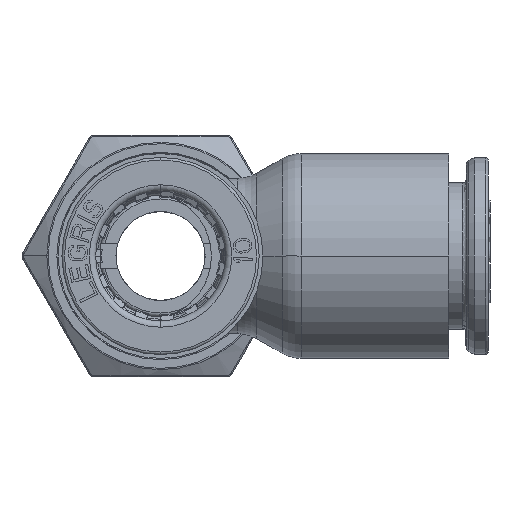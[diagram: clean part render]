
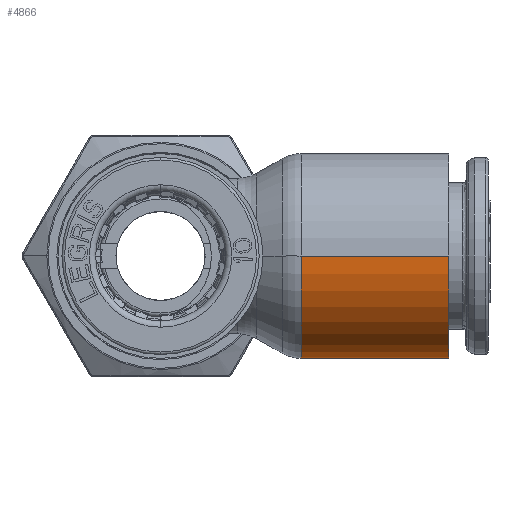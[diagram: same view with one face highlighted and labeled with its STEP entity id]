
A CAD part, left-side view. The second image highlights one B-rep face of the part: STEP entity #4866.
In plain terms, the highlighted cylindrical face has radius 8.05 mm (diameter 16.1 mm), a partial arc.
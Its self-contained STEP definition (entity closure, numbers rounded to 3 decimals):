
#4866=ADVANCED_FACE('',(#10562),#10563,.T.);
#10562=FACE_OUTER_BOUND('',#22307,.T.);
#10563=CYLINDRICAL_SURFACE('',#22308,8.05);
#22307=EDGE_LOOP('',(#38817,#38818,#38819,#38820));
#22308=AXIS2_PLACEMENT_3D('',#38821,#38822,#38823);
#38817=ORIENTED_EDGE('',*,*,#52094,.F.);
#38818=ORIENTED_EDGE('',*,*,#52095,.F.);
#38819=ORIENTED_EDGE('',*,*,#52096,.F.);
#38820=ORIENTED_EDGE('',*,*,#50098,.T.);
#38821=CARTESIAN_POINT('',(0.0,1.133,0.0));
#38822=DIRECTION('',(0.0,1.0,-0.0));
#38823=DIRECTION('',(-1.0,0.0,0.0));
#50098=EDGE_CURVE('',#60190,#60189,#60192,.T.);
#52094=EDGE_CURVE('',#62891,#60189,#62892,.T.);
#52095=EDGE_CURVE('',#62893,#62891,#62894,.T.);
#52096=EDGE_CURVE('',#60190,#62893,#62895,.T.);
#60189=VERTEX_POINT('',#77268);
#60190=VERTEX_POINT('',#77269);
#60192=CIRCLE('',#77271,8.05);
#62891=VERTEX_POINT('',#82455);
#62892=LINE('',#82456,#82457);
#62893=VERTEX_POINT('',#82458);
#62894=CIRCLE('',#82459,8.05);
#62895=LINE('',#82460,#82461);
#77268=CARTESIAN_POINT('',(-8.05,-22.65,0.0));
#77269=CARTESIAN_POINT('',(8.05,-22.65,0.));
#77271=AXIS2_PLACEMENT_3D('',#90648,#90649,#90650);
#82455=CARTESIAN_POINT('',(-8.05,-11.054,0.0));
#82456=CARTESIAN_POINT('',(-8.05,-16.852,0.));
#82457=VECTOR('',#92870,1.0);
#82458=CARTESIAN_POINT('',(8.05,-11.054,0.));
#82459=AXIS2_PLACEMENT_3D('',#92871,#92872,#92873);
#82460=CARTESIAN_POINT('',(8.05,-16.852,0.));
#82461=VECTOR('',#92874,1.0);
#90648=CARTESIAN_POINT('',(0.0,-22.65,0.0));
#90649=DIRECTION('',(-0.0,1.0,0.0));
#90650=DIRECTION('',(1.0,0.0,0.0));
#92870=DIRECTION('',(-0.0,-1.0,-0.0));
#92871=CARTESIAN_POINT('',(0.0,-11.054,0.0));
#92872=DIRECTION('',(-0.0,1.0,0.0));
#92873=DIRECTION('',(1.0,0.0,0.0));
#92874=DIRECTION('',(0.0,1.0,-0.0));
